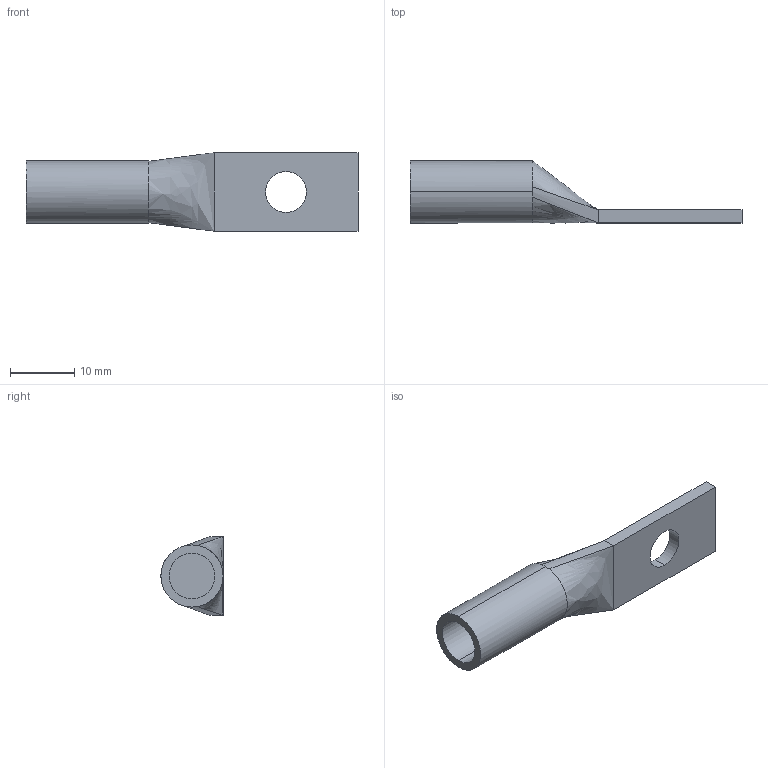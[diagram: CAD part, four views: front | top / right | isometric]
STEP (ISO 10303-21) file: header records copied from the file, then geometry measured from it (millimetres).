
FILE_DESCRIPTION (( 'STEP AP214' ), '1' );
FILE_NAME ('CULUGCopperCompressionTerminal.step', '2018-12-19T16:54:37', ( '' ), ( '' ), 'SwSTEP 2.0', 'SolidWorks 2018', '' );
FILE_SCHEMA (( 'AUTOMOTIVE_DESIGN' ));
Length unit declared in the file: inch
Products named in the file (1): CULUGCopperCompressionTerminal
Bounding box: 51.56 x 9.65 x 12.19 mm (x, y, z)
Volume: 1622.6 mm3; surface area: 2019 mm2
Topology: 1 solids, 1 shells, 17 faces, 38 edges, 24 vertices
Faces by surface type: plane 7, cylinder 6, bspline 4
Entity records: 646 total; most frequent: CARTESIAN_POINT 233, ORIENTED_EDGE 76, DIRECTION 72, EDGE_CURVE 38, AXIS2_PLACEMENT_3D 25, VERTEX_POINT 24, LINE 22, VECTOR 22
